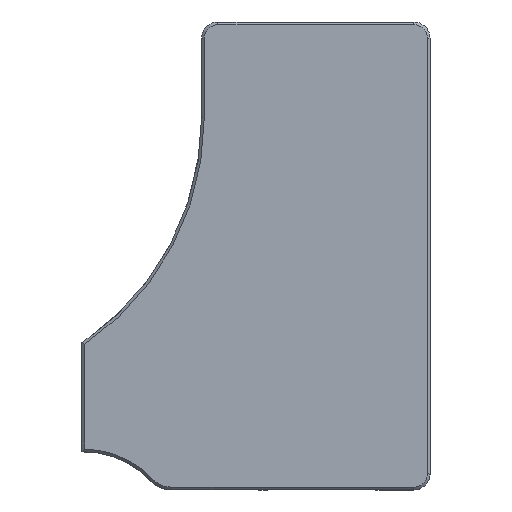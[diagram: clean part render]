
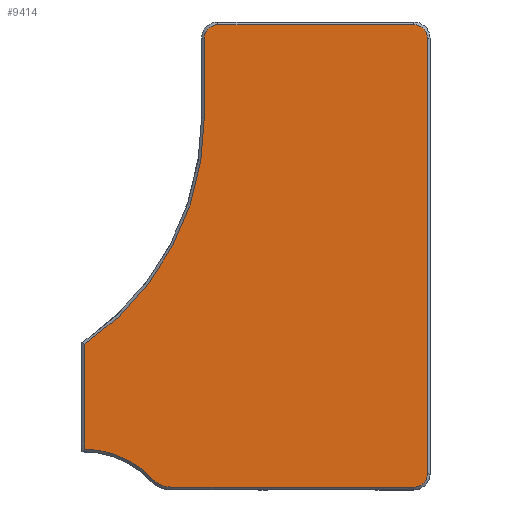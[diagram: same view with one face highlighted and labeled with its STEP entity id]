
A CAD part, top view. The second image highlights one B-rep face of the part: STEP entity #9414.
In plain terms, the highlighted planar face has unit normal (0, 0, 1).
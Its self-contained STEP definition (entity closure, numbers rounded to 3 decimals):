
#88 = PLANE ( 'NONE',  #2849 ) ;
#135 = CIRCLE ( 'NONE', #8606, 17.5 ) ;
#156 = VECTOR ( 'NONE', #11578, 1000. ) ;
#217 = DIRECTION ( 'NONE',  ( 0., 0., 1. ) ) ;
#312 = DIRECTION ( 'NONE',  ( 1., 0., 0. ) ) ;
#375 = CARTESIAN_POINT ( 'NONE',  ( -71., 42.3, 12. ) ) ;
#413 = CARTESIAN_POINT ( 'NONE',  ( -20.5, 56.875, 12. ) ) ;
#454 = EDGE_CURVE ( 'NONE', #5271, #11974, #9141, .T. ) ;
#477 = LINE ( 'NONE', #8357, #156 ) ;
#583 = VERTEX_POINT ( 'NONE', #6198 ) ;
#613 = VERTEX_POINT ( 'NONE', #11246 ) ;
#833 = DIRECTION ( 'NONE',  ( 0., 1., 0. ) ) ;
#867 = ORIENTED_EDGE ( 'NONE', *, *, #3997, .T. ) ;
#907 = EDGE_CURVE ( 'NONE', #5680, #6960, #9876, .T. ) ;
#1067 = DIRECTION ( 'NONE',  ( 1., 0., 0. ) ) ;
#1157 = ORIENTED_EDGE ( 'NONE', *, *, #12663, .T. ) ;
#1971 = DIRECTION ( 'NONE',  ( 0., 0., 1. ) ) ;
#2374 = EDGE_LOOP ( 'NONE', ( #11655, #5194, #4586, #867, #8386, #11407, #2958, #10182, #1157, #12655, #12135 ) ) ;
#2656 = VECTOR ( 'NONE', #11612, 1000. ) ;
#2849 = AXIS2_PLACEMENT_3D ( 'NONE', #5109, #217, #1067 ) ;
#2932 = CARTESIAN_POINT ( 'NONE',  ( 18., -23.125, 12. ) ) ;
#2958 = ORIENTED_EDGE ( 'NONE', *, *, #11111, .T. ) ;
#3430 = AXIS2_PLACEMENT_3D ( 'NONE', #375, #4302, #312 ) ;
#3485 = CARTESIAN_POINT ( 'NONE',  ( -42.5, -18.627, 12. ) ) ;
#3724 = LINE ( 'NONE', #7672, #2656 ) ;
#3997 = EDGE_CURVE ( 'NONE', #613, #4777, #6175, .T. ) ;
#4131 = DIRECTION ( 'NONE',  ( 0., 0., 1. ) ) ;
#4219 = CARTESIAN_POINT ( 'NONE',  ( 0., 59.375, 12. ) ) ;
#4302 = DIRECTION ( 'NONE',  ( 0., 0., -1. ) ) ;
#4315 = VERTEX_POINT ( 'NONE', #6255 ) ;
#4318 = CARTESIAN_POINT ( 'NONE',  ( -42.748, -36.125, 12. ) ) ;
#4379 = DIRECTION ( 'NONE',  ( 0., 0., -1. ) ) ;
#4433 = DIRECTION ( 'NONE',  ( 1., 0., 0. ) ) ;
#4503 = CARTESIAN_POINT ( 'NONE',  ( 18., 56.875, 12. ) ) ;
#4586 = ORIENTED_EDGE ( 'NONE', *, *, #10933, .T. ) ;
#4755 = CARTESIAN_POINT ( 'NONE',  ( 20.5, -23.125, 12. ) ) ;
#4777 = VERTEX_POINT ( 'NONE', #10216 ) ;
#4918 = VECTOR ( 'NONE', #8168, 1000. ) ;
#5098 = CIRCLE ( 'NONE', #8212, 2.5 ) ;
#5109 = CARTESIAN_POINT ( 'NONE',  ( 0., 0., 12. ) ) ;
#5194 = ORIENTED_EDGE ( 'NONE', *, *, #907, .T. ) ;
#5230 = DIRECTION ( 'NONE',  ( 1., 0., 0. ) ) ;
#5271 = VERTEX_POINT ( 'NONE', #10347 ) ;
#5680 = VERTEX_POINT ( 'NONE', #10019 ) ;
#5897 = CARTESIAN_POINT ( 'NONE',  ( -20.5, 42.3, 12. ) ) ;
#5927 = VERTEX_POINT ( 'NONE', #4755 ) ;
#5940 = CARTESIAN_POINT ( 'NONE',  ( -18., 56.875, 12. ) ) ;
#6153 = DIRECTION ( 'NONE',  ( 1., 0., 0. ) ) ;
#6175 = CIRCLE ( 'NONE', #11348, 4.5 ) ;
#6198 = CARTESIAN_POINT ( 'NONE',  ( 20.5, 56.875, 12. ) ) ;
#6255 = CARTESIAN_POINT ( 'NONE',  ( 18., 59.375, 12. ) ) ;
#6300 = VERTEX_POINT ( 'NONE', #5897 ) ;
#6870 = FACE_OUTER_BOUND ( 'NONE', #2374, .T. ) ;
#6960 = VERTEX_POINT ( 'NONE', #3485 ) ;
#7672 = CARTESIAN_POINT ( 'NONE',  ( -20.5, 0., 12. ) ) ;
#8005 = CIRCLE ( 'NONE', #9654, 2.5 ) ;
#8168 = DIRECTION ( 'NONE',  ( -1., 0., 0. ) ) ;
#8212 = AXIS2_PLACEMENT_3D ( 'NONE', #2932, #8878, #6153 ) ;
#8357 = CARTESIAN_POINT ( 'NONE',  ( 0., -25.625, 12. ) ) ;
#8386 = ORIENTED_EDGE ( 'NONE', *, *, #12006, .T. ) ;
#8512 = CARTESIAN_POINT ( 'NONE',  ( 20.5, 56.875, 12. ) ) ;
#8606 = AXIS2_PLACEMENT_3D ( 'NONE', #4318, #4379, #12215 ) ;
#8687 = CARTESIAN_POINT ( 'NONE',  ( 18., -25.625, 12. ) ) ;
#8878 = DIRECTION ( 'NONE',  ( 0., 0., 1. ) ) ;
#9141 = CIRCLE ( 'NONE', #12454, 2.5 ) ;
#9414 = ADVANCED_FACE ( 'NONE', ( #6870 ), #88, .T. ) ;
#9467 = EDGE_CURVE ( 'NONE', #10381, #5927, #5098, .T. ) ;
#9654 = AXIS2_PLACEMENT_3D ( 'NONE', #4503, #4131, #4433 ) ;
#9676 = LINE ( 'NONE', #8512, #10055 ) ;
#9727 = EDGE_CURVE ( 'NONE', #583, #4315, #8005, .T. ) ;
#9876 = LINE ( 'NONE', #10009, #10022 ) ;
#9939 = DIRECTION ( 'NONE',  ( 0., -1., 0. ) ) ;
#9984 = EDGE_CURVE ( 'NONE', #11974, #6300, #3724, .T. ) ;
#10009 = CARTESIAN_POINT ( 'NONE',  ( -42.5, 0., 12. ) ) ;
#10019 = CARTESIAN_POINT ( 'NONE',  ( -42.5, 0.61, 12. ) ) ;
#10022 = VECTOR ( 'NONE', #9939, 1000. ) ;
#10055 = VECTOR ( 'NONE', #833, 1000. ) ;
#10182 = ORIENTED_EDGE ( 'NONE', *, *, #9727, .T. ) ;
#10216 = CARTESIAN_POINT ( 'NONE',  ( -26.654, -25.625, 12. ) ) ;
#10347 = CARTESIAN_POINT ( 'NONE',  ( -18., 59.375, 12. ) ) ;
#10381 = VERTEX_POINT ( 'NONE', #8687 ) ;
#10817 = CARTESIAN_POINT ( 'NONE',  ( -26.654, -21.125, 12. ) ) ;
#10856 = DIRECTION ( 'NONE',  ( 1., 0., 0. ) ) ;
#10877 = CIRCLE ( 'NONE', #3430, 50.5 ) ;
#10933 = EDGE_CURVE ( 'NONE', #6960, #613, #135, .T. ) ;
#10994 = EDGE_CURVE ( 'NONE', #6300, #5680, #10877, .T. ) ;
#11111 = EDGE_CURVE ( 'NONE', #5927, #583, #9676, .T. ) ;
#11246 = CARTESIAN_POINT ( 'NONE',  ( -29.946, -24.193, 12. ) ) ;
#11348 = AXIS2_PLACEMENT_3D ( 'NONE', #10817, #1971, #5230 ) ;
#11407 = ORIENTED_EDGE ( 'NONE', *, *, #9467, .T. ) ;
#11578 = DIRECTION ( 'NONE',  ( 1., 0., 0. ) ) ;
#11612 = DIRECTION ( 'NONE',  ( 0., -1., 0. ) ) ;
#11655 = ORIENTED_EDGE ( 'NONE', *, *, #10994, .T. ) ;
#11891 = DIRECTION ( 'NONE',  ( 0., 0., 1. ) ) ;
#11930 = LINE ( 'NONE', #4219, #4918 ) ;
#11974 = VERTEX_POINT ( 'NONE', #413 ) ;
#12006 = EDGE_CURVE ( 'NONE', #4777, #10381, #477, .T. ) ;
#12135 = ORIENTED_EDGE ( 'NONE', *, *, #9984, .T. ) ;
#12215 = DIRECTION ( 'NONE',  ( 1., 0., 0. ) ) ;
#12454 = AXIS2_PLACEMENT_3D ( 'NONE', #5940, #11891, #10856 ) ;
#12655 = ORIENTED_EDGE ( 'NONE', *, *, #454, .T. ) ;
#12663 = EDGE_CURVE ( 'NONE', #4315, #5271, #11930, .T. ) ;
